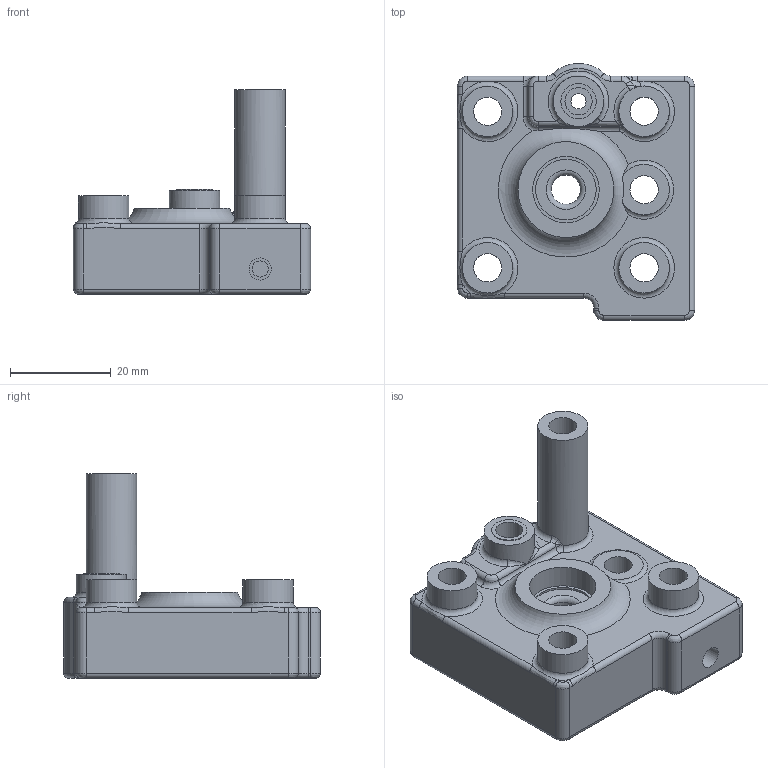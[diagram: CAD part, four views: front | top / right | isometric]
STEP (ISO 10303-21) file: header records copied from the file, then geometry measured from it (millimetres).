
FILE_DESCRIPTION(/* description */ (''),/* implementation_level */ '2;1');
FILE_NAME(/* name */ 'AWD_Front_Bottom_Right_8.5mmPulley.step',/* time_stamp */ '2024-11-02T21:25:05+02:00',/* author */ (''),/* organization */ (''),/* preprocessor_version */ 'ST-DEVELOPER v20',/* originating_system */ 'Autodesk Translation Framework v13.20.0.188',/* authorisation */ '');
FILE_SCHEMA (('AUTOMOTIVE_DESIGN { 1 0 10303 214 3 1 1 }'));
Length unit declared in the file: millimetre
Products named in the file (1): Bottom Right
Bounding box: 47 x 50.87 x 40.5 mm (x, y, z)
Volume: 30495.9 mm3; surface area: 11042.6 mm2
Topology: 1 solids, 1 shells, 144 faces, 323 edges, 186 vertices
Faces by surface type: cylinder 55, torus 33, plane 30, bspline 26
Full cylindrical faces by diameter (mm): 3 x1, 3.2 x1, 4.4 x1, 5.4 x1, 5.6 x5, 5.8 x1, 7 x1, 8.4 x4, 10 x5, 12 x1, 13.2 x1
Entity records: 4730 total; most frequent: CARTESIAN_POINT 1490, DIRECTION 730, ORIENTED_EDGE 634, AXIS2_PLACEMENT_3D 322, EDGE_CURVE 317, CIRCLE 203, VERTEX_POINT 186, EDGE_LOOP 169
